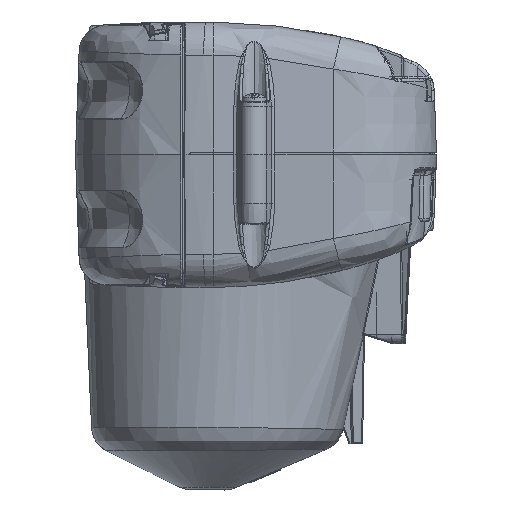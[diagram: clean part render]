
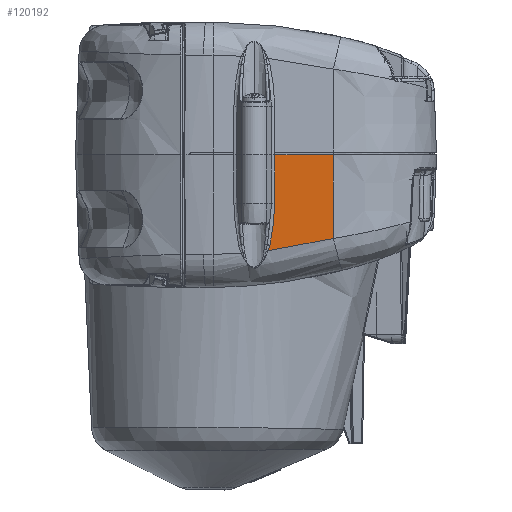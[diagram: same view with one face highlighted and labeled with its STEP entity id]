
A CAD part, left-side view. The second image highlights one B-rep face of the part: STEP entity #120192.
In plain terms, the highlighted planar face has unit normal (-0.999, 0, -0.035).
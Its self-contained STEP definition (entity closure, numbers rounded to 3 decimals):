
#1396 = CARTESIAN_POINT ( 'NONE',  ( -353.308, -57.585, 19.188 ) ) ;
#3623 = LINE ( 'NONE', #20408, #90830 ) ;
#4500 = CARTESIAN_POINT ( 'NONE',  ( -353.081, -56.531, 12.692 ) ) ;
#5456 = EDGE_LOOP ( 'NONE', ( #122247, #180152, #151533, #153292, #99086, #61607, #149902 ) ) ;
#6130 = DIRECTION ( 'NONE',  ( 0., -1., 0. ) ) ;
#14267 = VERTEX_POINT ( 'NONE', #103231 ) ;
#15000 = PLANE ( 'NONE',  #109752 ) ;
#17867 = CARTESIAN_POINT ( 'NONE',  ( -353.297, -57.548, 18.865 ) ) ;
#18337 = CARTESIAN_POINT ( 'NONE',  ( -353.053, -62.437, 11.889 ) ) ;
#19209 = EDGE_CURVE ( 'NONE', #104339, #51162, #3623, .T. ) ;
#20408 = CARTESIAN_POINT ( 'NONE',  ( -354., -57.983, 39. ) ) ;
#25890 = EDGE_CURVE ( 'NONE', #14267, #121956, #62785, .T. ) ;
#26525 = EDGE_CURVE ( 'NONE', #208760, #132805, #166883, .T. ) ;
#34316 = CARTESIAN_POINT ( 'NONE',  ( -353.293, -57.536, 18.765 ) ) ;
#44421 = DIRECTION ( 'NONE',  ( 0., -1., 0. ) ) ;
#46206 = VECTOR ( 'NONE', #6130, 1000. ) ;
#50089 = VECTOR ( 'NONE', #53670, 1000. ) ;
#50811 = CARTESIAN_POINT ( 'NONE',  ( -353.154, -56.97, 14.787 ) ) ;
#51162 = VERTEX_POINT ( 'NONE', #64176 ) ;
#53670 = DIRECTION ( 'NONE',  ( 0.035, 0., -0.999 ) ) ;
#61607 = ORIENTED_EDGE ( 'NONE', *, *, #208226, .F. ) ;
#62785 = LINE ( 'NONE', #159464, #106495 ) ;
#64176 = CARTESIAN_POINT ( 'NONE',  ( -353.506, -57.925, 24.848 ) ) ;
#66676 = CARTESIAN_POINT ( 'NONE',  ( -353.506, -57.925, 24.848 ) ) ;
#75767 = EDGE_CURVE ( 'NONE', #204506, #132805, #91964, .T. ) ;
#80938 = DIRECTION ( 'NONE',  ( -0.035, 0., 0.999 ) ) ;
#83128 = CARTESIAN_POINT ( 'NONE',  ( -353.418, -57.861, 22.331 ) ) ;
#86328 = CARTESIAN_POINT ( 'NONE',  ( -354., -57.983, 39. ) ) ;
#87567 = CARTESIAN_POINT ( 'NONE',  ( -353.043, -56.271, 11.605 ) ) ;
#89314 = CARTESIAN_POINT ( 'NONE',  ( -353.15, -75., 14.656 ) ) ;
#90830 = VECTOR ( 'NONE', #118721, 1000. ) ;
#91964 = B_SPLINE_CURVE_WITH_KNOTS ( 'NONE', 3,
 ( #169527, #186084, #87567, #202637 ),
 .UNSPECIFIED., .F., .F.,
 ( 4, 4 ),
 ( 0., 1. ),
 .UNSPECIFIED. ) ;
#93789 = LINE ( 'NONE', #118995, #50089 ) ;
#99086 = ORIENTED_EDGE ( 'NONE', *, *, #26525, .F. ) ;
#99669 = CARTESIAN_POINT ( 'NONE',  ( -353.324, -57.634, 19.64 ) ) ;
#103231 = CARTESIAN_POINT ( 'NONE',  ( -354., -58., 39. ) ) ;
#104339 = VERTEX_POINT ( 'NONE', #86328 ) ;
#106495 = VECTOR ( 'NONE', #44421, 1000. ) ;
#109752 = AXIS2_PLACEMENT_3D ( 'NONE', #162903, #179457, #80938 ) ;
#116208 = CARTESIAN_POINT ( 'NONE',  ( -353.3, -57.559, 18.962 ) ) ;
#118721 = DIRECTION ( 'NONE',  ( 0.035, 0.004, -0.999 ) ) ;
#118995 = CARTESIAN_POINT ( 'NONE',  ( -354., -75., 39. ) ) ;
#120192 = ADVANCED_FACE ( 'NONE', ( #194953 ), #15000, .T. ) ;
#121956 = VERTEX_POINT ( 'NONE', #176532 ) ;
#122247 = ORIENTED_EDGE ( 'NONE', *, *, #175205, .F. ) ;
#128379 = LINE ( 'NONE', #151948, #46206 ) ;
#132688 = CARTESIAN_POINT ( 'NONE',  ( -353.295, -57.54, 18.8 ) ) ;
#132805 = VERTEX_POINT ( 'NONE', #172723 ) ;
#133158 = CARTESIAN_POINT ( 'NONE',  ( -353.026, -56.105, 11.12 ) ) ;
#135887 = B_SPLINE_CURVE_WITH_KNOTS ( 'NONE', 3,
 ( #66676, #165110, #83128, #198210, #99669, #1396, #116208, #17867, #132688, #34316, #149297, #50811, #165824 ),
 .UNSPECIFIED., .F., .F.,
 ( 4, 1, 1, 1, 1, 1, 2, 2, 4 ),
 ( 0., 0.25, 0.375, 0.438, 0.469, 0.484, 0.492, 0.5, 1. ),
 .UNSPECIFIED. ) ;
#148487 = EDGE_CURVE ( 'NONE', #51162, #204506, #135887, .T. ) ;
#149075 = CARTESIAN_POINT ( 'NONE',  ( -353.15, -75., 14.656 ) ) ;
#149297 = CARTESIAN_POINT ( 'NONE',  ( -353.225, -57.304, 16.801 ) ) ;
#149902 = ORIENTED_EDGE ( 'NONE', *, *, #25890, .F. ) ;
#151533 = ORIENTED_EDGE ( 'NONE', *, *, #148487, .T. ) ;
#151948 = CARTESIAN_POINT ( 'NONE',  ( -354., -40., 39. ) ) ;
#153292 = ORIENTED_EDGE ( 'NONE', *, *, #75767, .T. ) ;
#159464 = CARTESIAN_POINT ( 'NONE',  ( -354., 0., 39. ) ) ;
#162903 = CARTESIAN_POINT ( 'NONE',  ( -354., -40., 39. ) ) ;
#165110 = CARTESIAN_POINT ( 'NONE',  ( -353.471, -57.917, 23.846 ) ) ;
#165824 = CARTESIAN_POINT ( 'NONE',  ( -353.081, -56.531, 12.692 ) ) ;
#166883 = B_SPLINE_CURVE_WITH_KNOTS ( 'NONE', 3,
 ( #149075, #182124, #18337, #133158 ),
 .UNSPECIFIED., .F., .F.,
 ( 4, 4 ),
 ( 0., 1. ),
 .UNSPECIFIED. ) ;
#169527 = CARTESIAN_POINT ( 'NONE',  ( -353.081, -56.531, 12.692 ) ) ;
#172723 = CARTESIAN_POINT ( 'NONE',  ( -353.026, -56.105, 11.12 ) ) ;
#175205 = EDGE_CURVE ( 'NONE', #104339, #14267, #128379, .T. ) ;
#176532 = CARTESIAN_POINT ( 'NONE',  ( -354., -75., 39. ) ) ;
#179457 = DIRECTION ( 'NONE',  ( -0.999, 0., -0.035 ) ) ;
#180152 = ORIENTED_EDGE ( 'NONE', *, *, #19209, .T. ) ;
#182124 = CARTESIAN_POINT ( 'NONE',  ( -353.094, -68.735, 13.062 ) ) ;
#186084 = CARTESIAN_POINT ( 'NONE',  ( -353.062, -56.413, 12.129 ) ) ;
#194953 = FACE_OUTER_BOUND ( 'NONE', #5456, .T. ) ;
#198210 = CARTESIAN_POINT ( 'NONE',  ( -353.355, -57.722, 20.54 ) ) ;
#202637 = CARTESIAN_POINT ( 'NONE',  ( -353.026, -56.105, 11.12 ) ) ;
#204506 = VERTEX_POINT ( 'NONE', #4500 ) ;
#208226 = EDGE_CURVE ( 'NONE', #121956, #208760, #93789, .T. ) ;
#208760 = VERTEX_POINT ( 'NONE', #89314 ) ;
